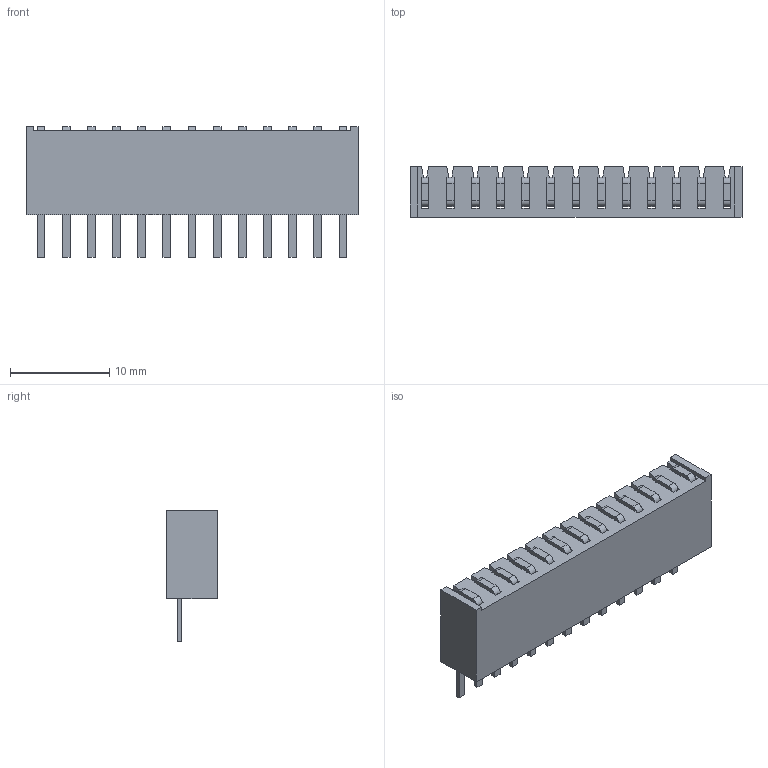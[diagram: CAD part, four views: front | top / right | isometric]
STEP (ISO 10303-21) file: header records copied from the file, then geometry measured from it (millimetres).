
FILE_DESCRIPTION(('FreeCAD Model'),'2;1');
FILE_NAME('Open CASCADE Shape Model','2025-03-04T20:59:47',(''),(''), 'Open CASCADE STEP processor 7.8','FreeCAD','Unknown');
FILE_SCHEMA(('AUTOMOTIVE_DESIGN { 1 0 10303 214 1 1 1 1 }'));
Length unit declared in the file: millimetre
Products named in the file (3): BSW-113-04-G-S; BSW-13-04-S_socket; C-8-5-01-13-S
Assembly tree (2 placements, depth 2):
  BSW-113-04-G-S
    BSW-13-04-S_socket
    C-8-5-01-13-S
Bounding box: 33.53 x 5.08 x 13.21 mm (x, y, z)
Volume: 1481.7 mm3; surface area: 2565.2 mm2
Topology: 2 solids, 2 shells, 414 faces, 1256 edges, 820 vertices
Faces by surface type: plane 362, cylinder 52
Entity records: 13978 total; most frequent: ORIENTED_EDGE 2512, CARTESIAN_POINT 2493, DIRECTION 2194, EDGE_CURVE 1256, LINE 1152, VECTOR 1152, VERTEX_POINT 820, AXIS2_PLACEMENT_3D 521
